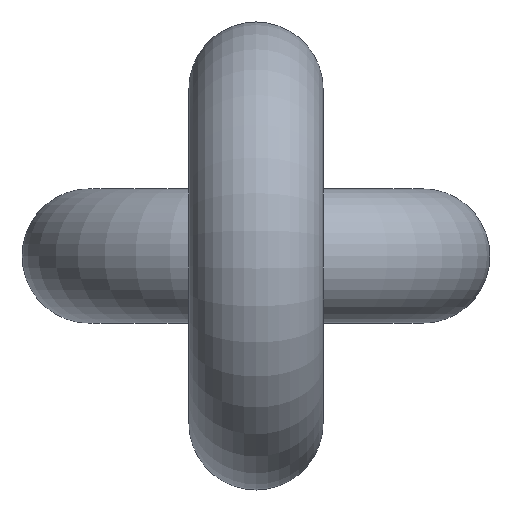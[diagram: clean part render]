
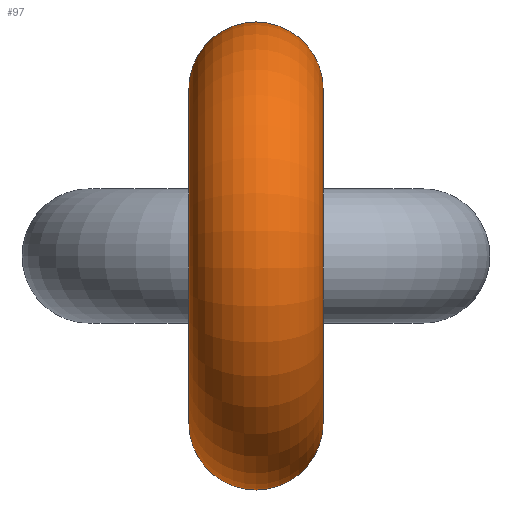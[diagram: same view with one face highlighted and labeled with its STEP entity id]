
A CAD part, left-side view. The second image highlights one B-rep face of the part: STEP entity #97.
In plain terms, the highlighted toroidal (fillet/blend) face has major radius 7.45 mm and minor radius 3 mm.
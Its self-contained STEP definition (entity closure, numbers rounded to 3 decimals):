
#86=TOROIDAL_SURFACE('',#235,7.45,3.);
#97=ADVANCED_FACE('',(#124,#125),#86,.T.);
#124=FACE_BOUND('',#148,.T.);
#125=FACE_BOUND('',#149,.T.);
#148=EDGE_LOOP('',(#172));
#149=EDGE_LOOP('',(#173));
#172=ORIENTED_EDGE('',*,*,#200,.T.);
#173=ORIENTED_EDGE('',*,*,#198,.F.);
#186=VERTEX_POINT('',#315);
#188=VERTEX_POINT('',#320);
#198=EDGE_CURVE('',#186,#186,#210,.T.);
#200=EDGE_CURVE('',#188,#188,#212,.T.);
#210=CIRCLE('',#231,3.);
#212=CIRCLE('',#234,3.);
#231=AXIS2_PLACEMENT_3D('',#314,#273,#274);
#234=AXIS2_PLACEMENT_3D('',#319,#279,#280);
#235=AXIS2_PLACEMENT_3D('',#321,#281,#282);
#273=DIRECTION('',(1.,0.,0.));
#274=DIRECTION('',(0.,-1.,0.));
#279=DIRECTION('',(-1.,0.,0.));
#280=DIRECTION('',(0.,-1.,0.));
#281=DIRECTION('',(0.,-1.,0.));
#282=DIRECTION('',(0.,0.,-1.));
#314=CARTESIAN_POINT('',(-22.55,0.,-7.45));
#315=CARTESIAN_POINT('',(-22.55,-3.,-7.45));
#319=CARTESIAN_POINT('',(-22.55,0.,7.45));
#320=CARTESIAN_POINT('',(-22.55,-3.,7.45));
#321=CARTESIAN_POINT('',(-22.55,0.,0.));
